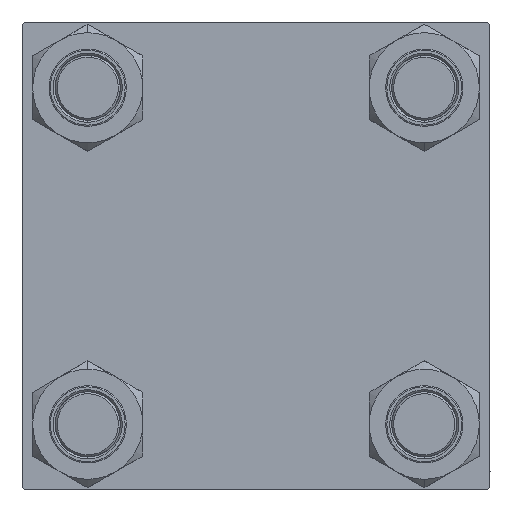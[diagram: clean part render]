
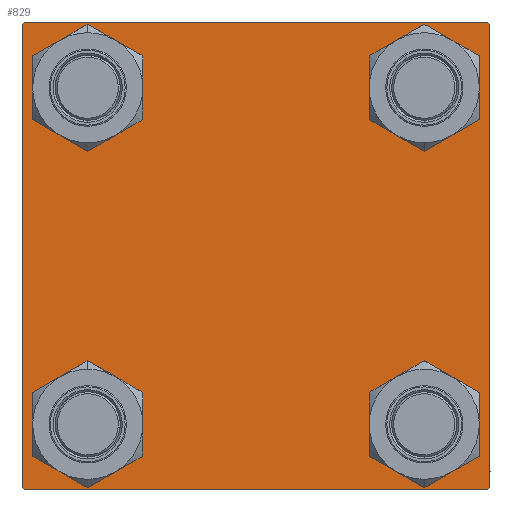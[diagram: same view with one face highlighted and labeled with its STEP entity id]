
A CAD part, left-side view. The second image highlights one B-rep face of the part: STEP entity #829.
In plain terms, the highlighted planar face has unit normal (-1, 0, 0).
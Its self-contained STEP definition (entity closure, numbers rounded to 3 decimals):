
#829 = ADVANCED_FACE ( 'NONE', ( #16518, #35483, #8340, #27812, #20615 ), #12674, .T. ) ;
#1407 = CARTESIAN_POINT ( 'NONE',  ( 0., -57.5, 57. ) ) ;
#2250 = CARTESIAN_POINT ( 'NONE',  ( 0., 57.25, 57.25 ) ) ;
#2461 = VERTEX_POINT ( 'NONE', #18365 ) ;
#2817 = DIRECTION ( 'NONE',  ( 1., 0., 0. ) ) ;
#2927 = CARTESIAN_POINT ( 'NONE',  ( 0., 57.5, -57. ) ) ;
#3084 = LINE ( 'NONE', #49172, #45154 ) ;
#3290 = VERTEX_POINT ( 'NONE', #7614 ) ;
#3292 = VECTOR ( 'NONE', #22487, 1000. ) ;
#4149 = VECTOR ( 'NONE', #17508, 1000. ) ;
#4488 = VECTOR ( 'NONE', #36090, 1000. ) ;
#4592 = VERTEX_POINT ( 'NONE', #20257 ) ;
#5037 = VERTEX_POINT ( 'NONE', #35510 ) ;
#5469 = AXIS2_PLACEMENT_3D ( 'NONE', #20466, #20719, #36334 ) ;
#5670 = EDGE_CURVE ( 'NONE', #48807, #3290, #8379, .T. ) ;
#5684 = EDGE_CURVE ( 'NONE', #20753, #21373, #3084, .T. ) ;
#5722 = CARTESIAN_POINT ( 'NONE',  ( 0., 41.35, -41.35 ) ) ;
#6301 = EDGE_CURVE ( 'NONE', #4592, #2461, #28816, .T. ) ;
#6416 = DIRECTION ( 'NONE',  ( 0., 0., -1. ) ) ;
#6632 = VERTEX_POINT ( 'NONE', #2927 ) ;
#6908 = CARTESIAN_POINT ( 'NONE',  ( 0., -57.5, -57. ) ) ;
#6918 = DIRECTION ( 'NONE',  ( 0., 0., 1. ) ) ;
#6927 = DIRECTION ( 'NONE',  ( 0., -1., 0. ) ) ;
#7360 = CARTESIAN_POINT ( 'NONE',  ( 0., -41.35, 32.85 ) ) ;
#7614 = CARTESIAN_POINT ( 'NONE',  ( 0., 41.35, 49.85 ) ) ;
#8340 = FACE_BOUND ( 'NONE', #35983, .T. ) ;
#8379 = CIRCLE ( 'NONE', #15738, 8.5 ) ;
#8813 = EDGE_LOOP ( 'NONE', ( #20668, #30820 ) ) ;
#9115 = CARTESIAN_POINT ( 'NONE',  ( 0., 57., 57.5 ) ) ;
#9577 = LINE ( 'NONE', #14427, #4149 ) ;
#9753 = AXIS2_PLACEMENT_3D ( 'NONE', #19494, #38700, #23341 ) ;
#10264 = VERTEX_POINT ( 'NONE', #36802 ) ;
#10331 = VERTEX_POINT ( 'NONE', #41143 ) ;
#11086 = EDGE_CURVE ( 'NONE', #10264, #45898, #21600, .T. ) ;
#11926 = CARTESIAN_POINT ( 'NONE',  ( 0., 0., 0. ) ) ;
#11936 = EDGE_CURVE ( 'NONE', #41908, #6632, #48390, .T. ) ;
#12674 = PLANE ( 'NONE',  #45117 ) ;
#12787 = CARTESIAN_POINT ( 'NONE',  ( 0., 57.25, -57.25 ) ) ;
#12801 = DIRECTION ( 'NONE',  ( 0., -1., 0. ) ) ;
#13311 = DIRECTION ( 'NONE',  ( 0., 0., 1. ) ) ;
#13322 = EDGE_CURVE ( 'NONE', #6632, #5037, #35832, .T. ) ;
#13536 = LINE ( 'NONE', #2250, #3292 ) ;
#14257 = VECTOR ( 'NONE', #36876, 1000. ) ;
#14356 = DIRECTION ( 'NONE',  ( 0., 0., 1. ) ) ;
#14427 = CARTESIAN_POINT ( 'NONE',  ( 0., -57.25, -57.25 ) ) ;
#14542 = LINE ( 'NONE', #22223, #38273 ) ;
#15403 = EDGE_CURVE ( 'NONE', #2461, #4592, #25665, .T. ) ;
#15738 = AXIS2_PLACEMENT_3D ( 'NONE', #22549, #22809, #14356 ) ;
#15876 = ORIENTED_EDGE ( 'NONE', *, *, #23149, .T. ) ;
#16174 = DIRECTION ( 'NONE',  ( 0., 0., 1. ) ) ;
#16187 = EDGE_CURVE ( 'NONE', #5037, #34902, #30997, .T. ) ;
#16424 = CARTESIAN_POINT ( 'NONE',  ( 0., -41.35, -41.35 ) ) ;
#16518 = FACE_BOUND ( 'NONE', #8813, .T. ) ;
#17508 = DIRECTION ( 'NONE',  ( 0., -0.707, 0.707 ) ) ;
#18206 = ORIENTED_EDGE ( 'NONE', *, *, #35855, .T. ) ;
#18365 = CARTESIAN_POINT ( 'NONE',  ( 0., -41.35, -32.85 ) ) ;
#19494 = CARTESIAN_POINT ( 'NONE',  ( 0., -41.35, 41.35 ) ) ;
#19671 = EDGE_LOOP ( 'NONE', ( #20243, #24587, #44166, #18206, #50514, #34537, #38336, #21283 ) ) ;
#20243 = ORIENTED_EDGE ( 'NONE', *, *, #11936, .T. ) ;
#20257 = CARTESIAN_POINT ( 'NONE',  ( 0., -41.35, -49.85 ) ) ;
#20466 = CARTESIAN_POINT ( 'NONE',  ( 0., 41.35, 41.35 ) ) ;
#20615 = FACE_OUTER_BOUND ( 'NONE', #19671, .T. ) ;
#20668 = ORIENTED_EDGE ( 'NONE', *, *, #11086, .T. ) ;
#20719 = DIRECTION ( 'NONE',  ( 1., 0., 0. ) ) ;
#20753 = VERTEX_POINT ( 'NONE', #1407 ) ;
#21257 = CARTESIAN_POINT ( 'NONE',  ( 0., 57.5, 57.5 ) ) ;
#21283 = ORIENTED_EDGE ( 'NONE', *, *, #34139, .T. ) ;
#21373 = VERTEX_POINT ( 'NONE', #6908 ) ;
#21600 = CIRCLE ( 'NONE', #49380, 8.5 ) ;
#22223 = CARTESIAN_POINT ( 'NONE',  ( 0., -57.25, 57.25 ) ) ;
#22487 = DIRECTION ( 'NONE',  ( 0., 0.707, -0.707 ) ) ;
#22549 = CARTESIAN_POINT ( 'NONE',  ( 0., 41.35, 41.35 ) ) ;
#22712 = ORIENTED_EDGE ( 'NONE', *, *, #15403, .T. ) ;
#22809 = DIRECTION ( 'NONE',  ( 1., 0., 0. ) ) ;
#22969 = DIRECTION ( 'NONE',  ( 1., 0., 0. ) ) ;
#23149 = EDGE_CURVE ( 'NONE', #3290, #48807, #29171, .T. ) ;
#23341 = DIRECTION ( 'NONE',  ( 0., 0., 1. ) ) ;
#24587 = ORIENTED_EDGE ( 'NONE', *, *, #13322, .T. ) ;
#25059 = EDGE_CURVE ( 'NONE', #20753, #38884, #14542, .T. ) ;
#25200 = VERTEX_POINT ( 'NONE', #9115 ) ;
#25665 = CIRCLE ( 'NONE', #37216, 8.5 ) ;
#26637 = CARTESIAN_POINT ( 'NONE',  ( 0., -41.35, -41.35 ) ) ;
#27812 = FACE_BOUND ( 'NONE', #40156, .T. ) ;
#28306 = DIRECTION ( 'NONE',  ( 0., 0., 1. ) ) ;
#28580 = CIRCLE ( 'NONE', #9753, 8.5 ) ;
#28816 = CIRCLE ( 'NONE', #37800, 8.5 ) ;
#29171 = CIRCLE ( 'NONE', #5469, 8.5 ) ;
#30123 = EDGE_LOOP ( 'NONE', ( #22712, #47918 ) ) ;
#30820 = ORIENTED_EDGE ( 'NONE', *, *, #32986, .T. ) ;
#30986 = CARTESIAN_POINT ( 'NONE',  ( 0., 57.5, 57. ) ) ;
#30997 = LINE ( 'NONE', #42766, #35495 ) ;
#31317 = DIRECTION ( 'NONE',  ( 1., 0., 0. ) ) ;
#32141 = DIRECTION ( 'NONE',  ( -1., 0., 0. ) ) ;
#32401 = EDGE_CURVE ( 'NONE', #32751, #10331, #32630, .T. ) ;
#32630 = CIRCLE ( 'NONE', #36730, 8.5 ) ;
#32751 = VERTEX_POINT ( 'NONE', #48209 ) ;
#32865 = DIRECTION ( 'NONE',  ( 1., 0., 0. ) ) ;
#32986 = EDGE_CURVE ( 'NONE', #45898, #10264, #28580, .T. ) ;
#33419 = CIRCLE ( 'NONE', #47351, 8.5 ) ;
#34139 = EDGE_CURVE ( 'NONE', #25200, #41908, #13536, .T. ) ;
#34291 = CARTESIAN_POINT ( 'NONE',  ( 0., -57., 57.5 ) ) ;
#34537 = ORIENTED_EDGE ( 'NONE', *, *, #25059, .T. ) ;
#34902 = VERTEX_POINT ( 'NONE', #37469 ) ;
#35483 = FACE_BOUND ( 'NONE', #30123, .T. ) ;
#35495 = VECTOR ( 'NONE', #6927, 1000. ) ;
#35510 = CARTESIAN_POINT ( 'NONE',  ( 0., 57., -57.5 ) ) ;
#35832 = LINE ( 'NONE', #12787, #4488 ) ;
#35855 = EDGE_CURVE ( 'NONE', #34902, #21373, #9577, .T. ) ;
#35983 = EDGE_LOOP ( 'NONE', ( #46324, #37047 ) ) ;
#36090 = DIRECTION ( 'NONE',  ( 0., -0.707, -0.707 ) ) ;
#36334 = DIRECTION ( 'NONE',  ( 0., 0., 1. ) ) ;
#36344 = DIRECTION ( 'NONE',  ( 1., 0., 0. ) ) ;
#36603 = CARTESIAN_POINT ( 'NONE',  ( 0., -41.35, 41.35 ) ) ;
#36730 = AXIS2_PLACEMENT_3D ( 'NONE', #42431, #22969, #50364 ) ;
#36802 = CARTESIAN_POINT ( 'NONE',  ( 0., -41.35, 49.85 ) ) ;
#36876 = DIRECTION ( 'NONE',  ( 0., 0., -1. ) ) ;
#37047 = ORIENTED_EDGE ( 'NONE', *, *, #47195, .T. ) ;
#37216 = AXIS2_PLACEMENT_3D ( 'NONE', #26637, #2817, #6918 ) ;
#37469 = CARTESIAN_POINT ( 'NONE',  ( 0., -57., -57.5 ) ) ;
#37800 = AXIS2_PLACEMENT_3D ( 'NONE', #16424, #31317, #16174 ) ;
#38273 = VECTOR ( 'NONE', #46305, 1000. ) ;
#38336 = ORIENTED_EDGE ( 'NONE', *, *, #40716, .F. ) ;
#38661 = VECTOR ( 'NONE', #12801, 1000. ) ;
#38700 = DIRECTION ( 'NONE',  ( 1., 0., 0. ) ) ;
#38884 = VERTEX_POINT ( 'NONE', #34291 ) ;
#39572 = ORIENTED_EDGE ( 'NONE', *, *, #5670, .T. ) ;
#39694 = LINE ( 'NONE', #47392, #38661 ) ;
#40156 = EDGE_LOOP ( 'NONE', ( #15876, #39572 ) ) ;
#40716 = EDGE_CURVE ( 'NONE', #25200, #38884, #39694, .T. ) ;
#41143 = CARTESIAN_POINT ( 'NONE',  ( 0., 41.35, -49.85 ) ) ;
#41908 = VERTEX_POINT ( 'NONE', #30986 ) ;
#42431 = CARTESIAN_POINT ( 'NONE',  ( 0., 41.35, -41.35 ) ) ;
#42766 = CARTESIAN_POINT ( 'NONE',  ( 0., 57.5, -57.5 ) ) ;
#44166 = ORIENTED_EDGE ( 'NONE', *, *, #16187, .T. ) ;
#44191 = CARTESIAN_POINT ( 'NONE',  ( 0., 41.35, 32.85 ) ) ;
#45117 = AXIS2_PLACEMENT_3D ( 'NONE', #11926, #32141, #28306 ) ;
#45154 = VECTOR ( 'NONE', #6416, 1000. ) ;
#45898 = VERTEX_POINT ( 'NONE', #7360 ) ;
#46305 = DIRECTION ( 'NONE',  ( 0., 0.707, 0.707 ) ) ;
#46324 = ORIENTED_EDGE ( 'NONE', *, *, #32401, .T. ) ;
#47195 = EDGE_CURVE ( 'NONE', #10331, #32751, #33419, .T. ) ;
#47351 = AXIS2_PLACEMENT_3D ( 'NONE', #5722, #32865, #48228 ) ;
#47392 = CARTESIAN_POINT ( 'NONE',  ( 0., 57.5, 57.5 ) ) ;
#47918 = ORIENTED_EDGE ( 'NONE', *, *, #6301, .T. ) ;
#48209 = CARTESIAN_POINT ( 'NONE',  ( 0., 41.35, -32.85 ) ) ;
#48228 = DIRECTION ( 'NONE',  ( 0., 0., 1. ) ) ;
#48390 = LINE ( 'NONE', #21257, #14257 ) ;
#48807 = VERTEX_POINT ( 'NONE', #44191 ) ;
#49172 = CARTESIAN_POINT ( 'NONE',  ( 0., -57.5, 57.5 ) ) ;
#49380 = AXIS2_PLACEMENT_3D ( 'NONE', #36603, #36344, #13311 ) ;
#50364 = DIRECTION ( 'NONE',  ( 0., 0., 1. ) ) ;
#50514 = ORIENTED_EDGE ( 'NONE', *, *, #5684, .F. ) ;
